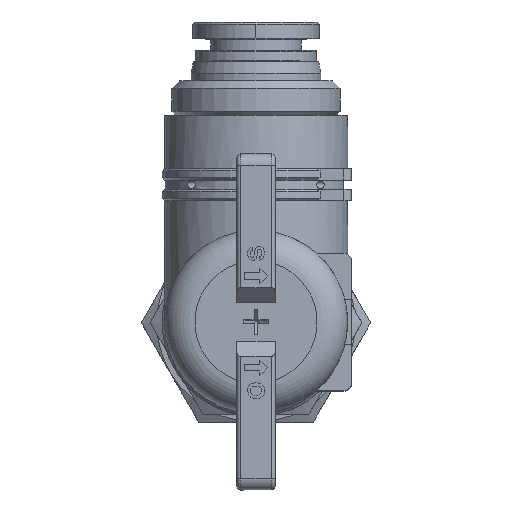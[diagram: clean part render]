
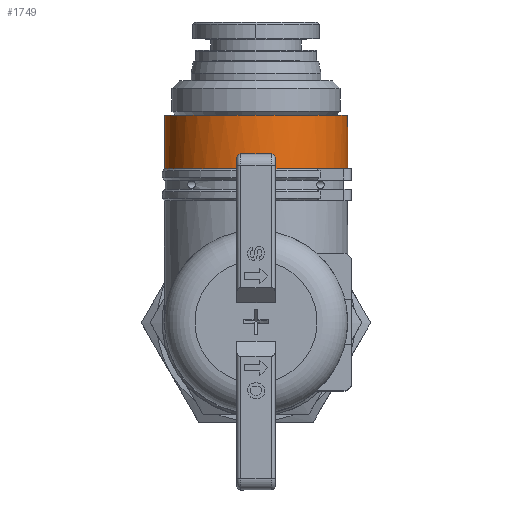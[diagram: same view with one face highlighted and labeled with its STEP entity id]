
A CAD part, top view. The second image highlights one B-rep face of the part: STEP entity #1749.
In plain terms, the highlighted cylindrical face has radius 12 mm (diameter 24 mm), a partial arc.
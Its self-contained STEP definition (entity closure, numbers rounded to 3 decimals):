
#1690=CARTESIAN_POINT('',(0.0,-8.65,13.75));
#1691=DIRECTION('',(0.0,1.0,0.0));
#1692=DIRECTION('',(1.0,0.0,0.0));
#1693=AXIS2_PLACEMENT_3D('',#1690,#1691,#1692);
#1694=CYLINDRICAL_SURFACE('',#1693,12.0);
#1695=CARTESIAN_POINT('',(12.0,18.45,13.75));
#1696=VERTEX_POINT('',#1695);
#1697=CARTESIAN_POINT('',(12.0,11.45,13.75));
#1698=VERTEX_POINT('',#1697);
#1699=CARTESIAN_POINT('',(12.0,18.45,13.75));
#1700=DIRECTION('',(0.0,-1.0,0.0));
#1701=VECTOR('',#1700,7.);
#1702=LINE('',#1699,#1701);
#1703=EDGE_CURVE('',#1696,#1698,#1702,.T.);
#1704=ORIENTED_EDGE('',*,*,#1703,.F.);
#1705=CARTESIAN_POINT('',(-12.0,18.45,13.75));
#1706=VERTEX_POINT('',#1705);
#1707=CARTESIAN_POINT('',(0.0,18.45,13.75));
#1708=DIRECTION('',(0.0,-1.0,0.0));
#1709=DIRECTION('',(1.0,0.0,0.0));
#1710=AXIS2_PLACEMENT_3D('',#1707,#1708,#1709);
#1711=CIRCLE('',#1710,12.0);
#1712=EDGE_CURVE('',#1696,#1706,#1711,.T.);
#1713=ORIENTED_EDGE('',*,*,#1712,.T.);
#1714=CARTESIAN_POINT('',(-12.0,11.45,13.75));
#1715=VERTEX_POINT('',#1714);
#1716=CARTESIAN_POINT('',(-12.0,18.45,13.75));
#1717=DIRECTION('',(0.0,-1.0,0.0));
#1718=VECTOR('',#1717,7.);
#1719=LINE('',#1716,#1718);
#1720=EDGE_CURVE('',#1706,#1715,#1719,.T.);
#1721=ORIENTED_EDGE('',*,*,#1720,.T.);
#1722=CARTESIAN_POINT('',(7.937,11.45,22.75));
#1723=VERTEX_POINT('',#1722);
#1724=CARTESIAN_POINT('',(0.0,11.45,13.75));
#1725=DIRECTION('',(0.0,1.0,0.0));
#1726=DIRECTION('',(1.0,0.0,0.0));
#1727=AXIS2_PLACEMENT_3D('',#1724,#1725,#1726);
#1728=CIRCLE('',#1727,12.0);
#1729=EDGE_CURVE('',#1715,#1723,#1728,.T.);
#1730=ORIENTED_EDGE('',*,*,#1729,.T.);
#1731=CARTESIAN_POINT('',(11.619,11.45,16.75));
#1732=VERTEX_POINT('',#1731);
#1733=CARTESIAN_POINT('',(0.0,11.45,13.75));
#1734=DIRECTION('',(0.0,1.0,0.0));
#1735=DIRECTION('',(1.0,0.0,0.0));
#1736=AXIS2_PLACEMENT_3D('',#1733,#1734,#1735);
#1737=CIRCLE('',#1736,12.0);
#1738=EDGE_CURVE('',#1723,#1732,#1737,.T.);
#1739=ORIENTED_EDGE('',*,*,#1738,.T.);
#1740=CARTESIAN_POINT('',(0.0,11.45,13.75));
#1741=DIRECTION('',(0.0,1.0,0.0));
#1742=DIRECTION('',(1.0,0.0,0.0));
#1743=AXIS2_PLACEMENT_3D('',#1740,#1741,#1742);
#1744=CIRCLE('',#1743,12.0);
#1745=EDGE_CURVE('',#1732,#1698,#1744,.T.);
#1746=ORIENTED_EDGE('',*,*,#1745,.T.);
#1747=EDGE_LOOP('',(#1704,#1713,#1721,#1730,#1739,#1746));
#1748=FACE_OUTER_BOUND('',#1747,.T.);
#1749=ADVANCED_FACE('',(#1748),#1694,.T.);
